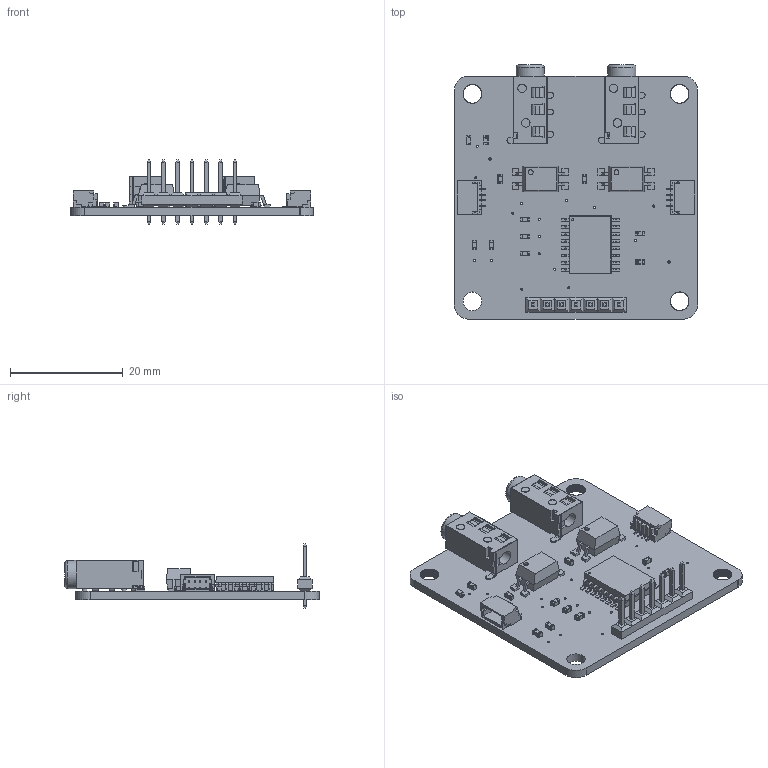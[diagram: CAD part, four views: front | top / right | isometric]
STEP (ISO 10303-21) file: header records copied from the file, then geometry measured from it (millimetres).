
FILE_DESCRIPTION(/* description */ (''),/* implementation_level */ '2;1');
FILE_NAME(/* name */ 'Qwiic_Adaptive_Switch_Output_Assembly_RevA.step',/* time_stamp */ '2022-04-04T14:33:04-07:00',/* author */ (''),/* organization */ (''),/* preprocessor_version */ 'ST-DEVELOPER v18.1',/* originating_system */ 'Autodesk Translation Framework v10.14.0.1471',/* authorisation */ '');
FILE_SCHEMA (('AUTOMOTIVE_DESIGN { 1 0 10303 214 3 1 1 }'));
Length unit declared in the file: millimetre
Products named in the file (57): Qwiic_Adaptive_Switch_Output_Assembly_RevA; Board; Packages; 0603-NO; Pin1; Pin2; CeramicBody; 16SOIC; 29222319; Part 17; Part 16; Part 15; Part 14; Part 13; Part 12; Part 11; Part 10; Part 9; Part 8; Part 7; Part 6; Part 5; Part 4; Part 3; Part 2; Part 1; CONNECTORS_JST04_1MM_RA; G3VM-41DY1; LED-0603; Component1; PJ-320D; PJ320A; PJ320D-Pin; PJ320D-Pin-B; CONNECTORS_1X07_NO_SILK; LABEL-!INT; LABEL-3V; LABEL-ADDRESS-26; LABEL-ADR0; LABEL-ADR1 ...
Assembly tree (79 placements, depth 5):
  Qwiic_Adaptive_Switch_Output_Assembly_RevA
    Board
    Packages
      0603-NO  x10
        Pin1
        Pin2
        CeramicBody
      16SOIC
        29222319
          Part 17
          Part 16
          Part 15
          Part 14
          Part 13
          Part 12
          Part 11
          Part 10
          Part 9
          Part 8
          Part 7
          Part 6
          Part 5
          Part 4
          Part 3
          Part 2
          Part 1
      CONNECTORS_JST04_1MM_RA  x2
      G3VM-41DY1  x2
      LED-0603
        Component1
      PJ-320D  x2
        PJ320A
        PJ320D-Pin
        PJ320D-Pin-B
      CONNECTORS_1X07_NO_SILK
      LABEL-!INT  x2
      LABEL-3V  x2
      LABEL-ADDRESS-26
      LABEL-ADR0
      LABEL-ADR1
      LABEL-ADR2
      LABEL-GND  x2
      LABEL-I2C
      LABEL-INT
      LABEL-P0
      LABEL-P1
      LABEL-P2  x2
      LABEL-P3  x2
      LABEL-PWR
      LABEL-SCL  x2
      LABEL-SDA  x2
      MILADOR_LOGO1  x2
      MILADOR_QWIIC_SWITCH_SM
      MILADOR_QWIIC_SWITCH
      SWITCH-OUTPUT  x2
      SWITCH-SW1
      SWITCH-SW2
Bounding box: 43.18 x 45.16 x 11.38 mm (x, y, z)
Volume: 3983.8 mm3; surface area: 6886.1 mm2
Topology: 91 solids, 91 shells, 3179 faces, 8347 edges, 5246 vertices
Faces by surface type: plane 2116, cylinder 718, bspline 253, sphere 90, torus 2
Full cylindrical faces by diameter (mm): 0.023 x1, 0.071 x2, 0.381 x19, 0.4 x1, 0.8 x4, 0.849 x2, 1.016 x7, 1.5 x4, 2.5 x2, 3 x2, 3.302 x1, 3.6 x2, 5 x2
Entity records: 58854 total; most frequent: CARTESIAN_POINT 11582, ORIENTED_EDGE 9586, DIRECTION 9223, EDGE_CURVE 4793, LINE 3997, VECTOR 3997, VERTEX_POINT 3118, AXIS2_PLACEMENT_3D 2613
